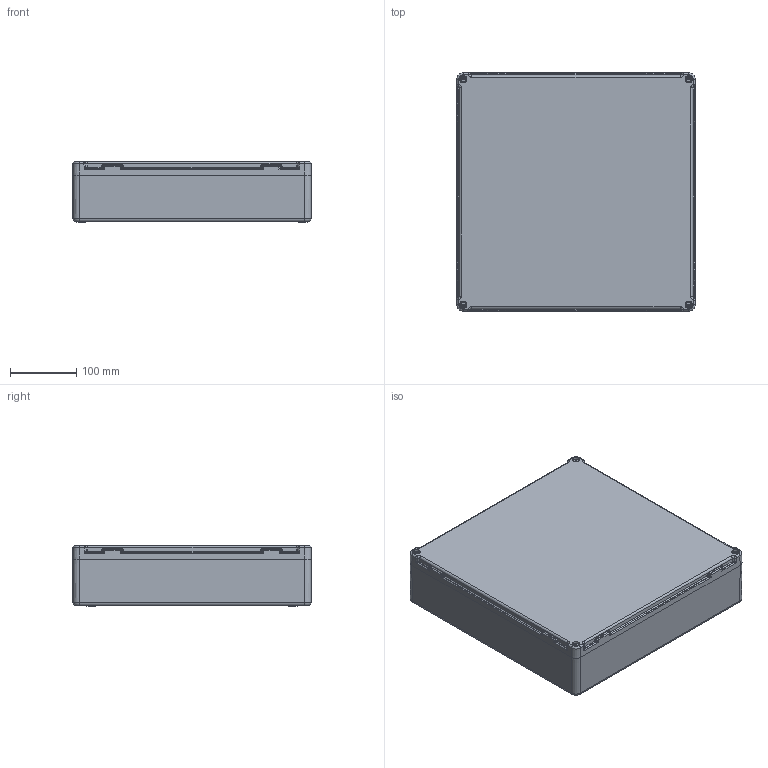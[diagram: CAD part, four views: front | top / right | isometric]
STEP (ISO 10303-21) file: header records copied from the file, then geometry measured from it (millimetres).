
FILE_DESCRIPTION(/* description */ (''),/* implementation_level */ '2;1');
FILE_NAME(/* name */ 'HW-D14144SC.stp',/* time_stamp */ '2014-04-17T09:18:38-05:00',/* author */ ('jtigges'),/* organization */ (''),/* preprocessor_version */ 'ST-DEVELOPER v15.2',/* originating_system */ 'Autodesk Inventor 2014',/* authorisation */ '');
FILE_SCHEMA (('AUTOMOTIVE_DESIGN { 1 0 10303 214 3 1 1 }'));
Products named in the file (8): D14144B; M6 BRASSINSERT; m6ss; D14144C; D14144gasket; WP14144WU; M6 SS cover Screw_30l; D14144W_STP
Bounding box: 360 x 360 x 91 mm (x, y, z)
Volume: 2217541.3 mm3; surface area: 813196.2 mm2
Topology: 17 solids, 17 shells, 1536 faces, 3850 edges, 2412 vertices
Faces by surface type: plane 664, bspline 436, cylinder 238, cone 138, torus 60
Full cylindrical faces by diameter (mm): 4.917 x10, 5.2 x4, 5.4 x4, 6 x14, 7 x4, 7.4 x10, 8 x4, 9.5 x4
Entity records: 50800 total; most frequent: CARTESIAN_POINT 22792, ORIENTED_EDGE 6170, DIRECTION 4822, EDGE_CURVE 3085, VERTEX_POINT 2001, AXIS2_PLACEMENT_3D 1616, LINE 1590, VECTOR 1590
